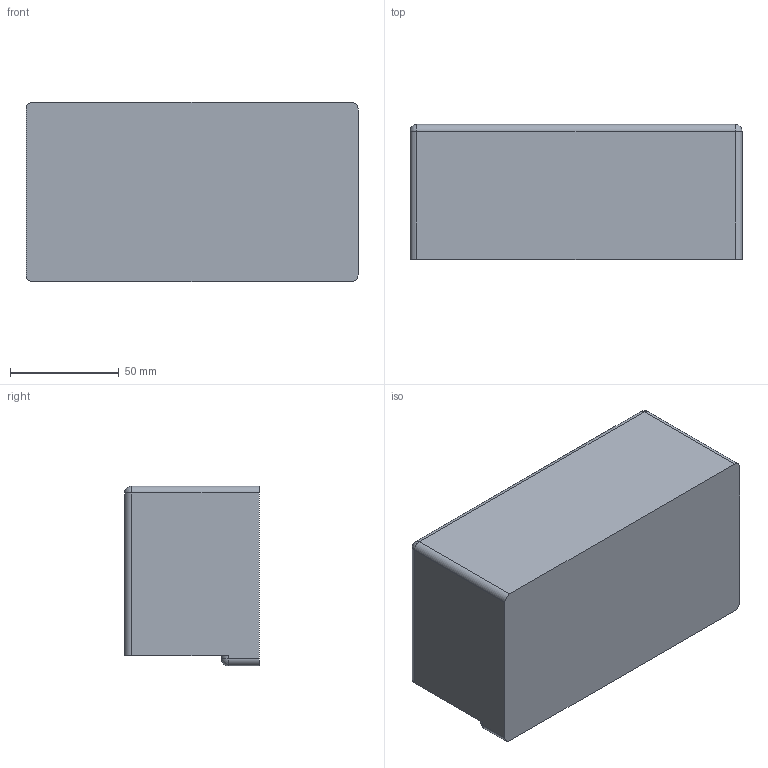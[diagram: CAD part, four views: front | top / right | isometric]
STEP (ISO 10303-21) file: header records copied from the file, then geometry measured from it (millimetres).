
FILE_DESCRIPTION(/* description */ (''),/* implementation_level */ '2;1');
FILE_NAME(/* name */ 'packetRackHolder.stp',/* time_stamp */ '2021-04-20T18:00:52-07:00',/* author */ ('robst'),/* organization */ (''),/* preprocessor_version */ 'ST-DEVELOPER v18.1',/* originating_system */ 'Autodesk Inventor 2022',/* authorisation */ '');
FILE_SCHEMA (('AUTOMOTIVE_DESIGN { 1 0 10303 214 3 1 1 }'));
Length unit declared in the file: inch
Products named in the file (1): packetRackHolder
Bounding box: 152.4 x 61.91 x 82.55 mm (x, y, z)
Volume: 148658.8 mm3; surface area: 64645.3 mm2
Topology: 1 solids, 1 shells, 32 faces, 74 edges, 44 vertices
Faces by surface type: plane 15, cylinder 13, sphere 4
Entity records: 939 total; most frequent: DIRECTION 166, CARTESIAN_POINT 151, ORIENTED_EDGE 148, EDGE_CURVE 74, AXIS2_PLACEMENT_3D 59, LINE 48, VECTOR 48, VERTEX_POINT 44
